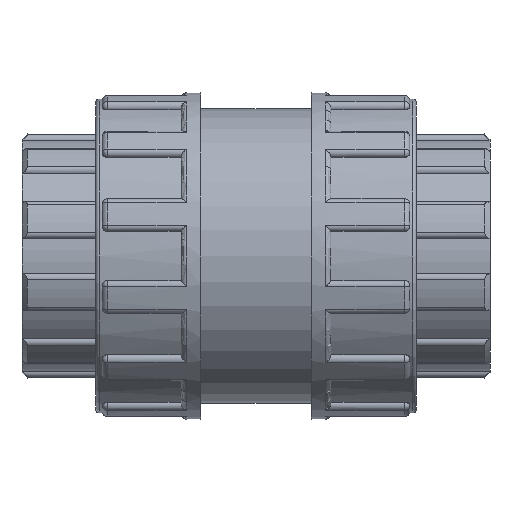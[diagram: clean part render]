
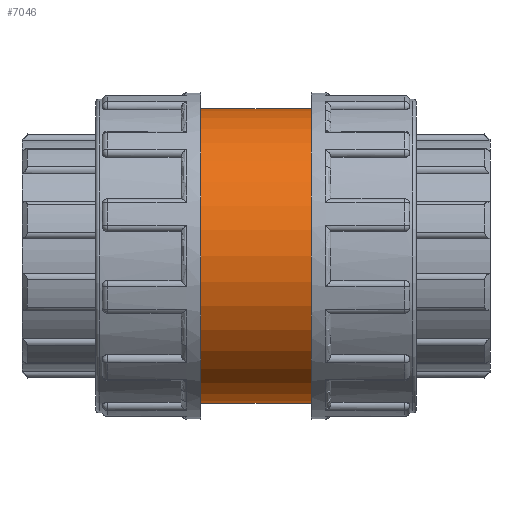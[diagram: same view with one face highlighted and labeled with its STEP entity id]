
A CAD part, front view. The second image highlights one B-rep face of the part: STEP entity #7046.
In plain terms, the highlighted cylindrical face has radius 53.1 mm (diameter 106.2 mm), a full revolution.
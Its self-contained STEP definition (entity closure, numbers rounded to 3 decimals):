
#103=B_SPLINE_CURVE_WITH_KNOTS('',3,(#11388,#11389,#11390,#11391,#11392,
#11393,#11394,#11395,#11396,#11397,#11398,#11399,#11400,#11401,#11402,#11403,
#11404,#11405,#11406,#11407,#11408,#11409,#11410,#11411,#11412,#11413,#11414,
#11415,#11416,#11417,#11418,#11419,#11420,#11421,#11422,#11423,#11424,#11425,
#11426,#11427,#11428,#11429,#11430,#11431,#11432,#11433,#11434,#11435,#11436,
#11437,#11438,#11439,#11440,#11441,#11442,#11443,#11444,#11445,#11446,#11447,
#11448,#11449,#11450,#11451,#11452,#11453),.UNSPECIFIED.,.T.,.F.,(4,2,2,
2,2,2,2,2,2,2,2,2,2,2,2,2,2,2,2,2,2,2,2,2,2,2,2,2,2,2,2,2,4),(0.,0.336,
0.672,1.009,1.345,1.681,2.017,
2.353,2.689,3.025,3.362,3.698,
4.034,4.37,4.706,5.042,5.379,
5.715,6.051,6.387,6.724,7.06,
7.396,7.732,8.068,8.404,8.74,
9.076,9.412,9.749,10.085,10.421,
10.757),.UNSPECIFIED.);
#220=FACE_BOUND('',#1304,.T.);
#221=FACE_BOUND('',#1305,.T.);
#849=FACE_OUTER_BOUND('',#1303,.T.);
#1303=EDGE_LOOP('',(#6414));
#1304=EDGE_LOOP('',(#6415));
#1305=EDGE_LOOP('',(#6416));
#2621=CIRCLE('',#7997,53.1);
#2622=CIRCLE('',#7999,53.1);
#2820=VERTEX_POINT('',#11387);
#3265=VERTEX_POINT('',#14037);
#3266=VERTEX_POINT('',#14040);
#3584=EDGE_CURVE('',#2820,#2820,#103,.T.);
#4317=EDGE_CURVE('',#3265,#3265,#2621,.T.);
#4318=EDGE_CURVE('',#3266,#3266,#2622,.T.);
#6414=ORIENTED_EDGE('',*,*,#4317,.T.);
#6415=ORIENTED_EDGE('',*,*,#3584,.T.);
#6416=ORIENTED_EDGE('',*,*,#4318,.F.);
#6615=CYLINDRICAL_SURFACE('',#7998,53.1);
#7046=ADVANCED_FACE('',(#849,#220,#221),#6615,.T.);
#7997=AXIS2_PLACEMENT_3D('',#14038,#10292,#10293);
#7998=AXIS2_PLACEMENT_3D('',#14039,#10294,#10295);
#7999=AXIS2_PLACEMENT_3D('',#14041,#10296,#10297);
#10292=DIRECTION('center_axis',(1.,0.,0.));
#10293=DIRECTION('ref_axis',(0.,0.,-1.));
#10294=DIRECTION('center_axis',(1.,0.,0.));
#10295=DIRECTION('ref_axis',(0.,1.,0.));
#10296=DIRECTION('center_axis',(1.,0.,0.));
#10297=DIRECTION('ref_axis',(0.,0.,-1.));
#11387=CARTESIAN_POINT('',(0.,50.063,-17.7));
#11388=CARTESIAN_POINT('Ctrl Pts',(0.,50.063,-17.7));
#11389=CARTESIAN_POINT('Ctrl Pts',(1.121,50.063,-17.7));
#11390=CARTESIAN_POINT('Ctrl Pts',(2.277,50.102,-17.592));
#11391=CARTESIAN_POINT('Ctrl Pts',(4.571,50.258,-17.14));
#11392=CARTESIAN_POINT('Ctrl Pts',(5.709,50.376,-16.796));
#11393=CARTESIAN_POINT('Ctrl Pts',(7.886,50.669,-15.89));
#11394=CARTESIAN_POINT('Ctrl Pts',(8.928,50.844,-15.327));
#11395=CARTESIAN_POINT('Ctrl Pts',(10.852,51.217,-14.031));
#11396=CARTESIAN_POINT('Ctrl Pts',(11.735,51.414,-13.297));
#11397=CARTESIAN_POINT('Ctrl Pts',(13.297,51.793,-11.735));
#11398=CARTESIAN_POINT('Ctrl Pts',(14.031,51.988,-10.853));
#11399=CARTESIAN_POINT('Ctrl Pts',(15.327,52.353,-8.928));
#11400=CARTESIAN_POINT('Ctrl Pts',(15.89,52.523,-7.886));
#11401=CARTESIAN_POINT('Ctrl Pts',(16.796,52.804,-5.708));
#11402=CARTESIAN_POINT('Ctrl Pts',(17.14,52.915,-4.57));
#11403=CARTESIAN_POINT('Ctrl Pts',(17.592,53.064,-2.276));
#11404=CARTESIAN_POINT('Ctrl Pts',(17.7,53.1,-1.12));
#11405=CARTESIAN_POINT('Ctrl Pts',(17.7,53.1,1.12));
#11406=CARTESIAN_POINT('Ctrl Pts',(17.592,53.064,2.276));
#11407=CARTESIAN_POINT('Ctrl Pts',(17.14,52.915,4.57));
#11408=CARTESIAN_POINT('Ctrl Pts',(16.796,52.804,5.708));
#11409=CARTESIAN_POINT('Ctrl Pts',(15.89,52.523,7.886));
#11410=CARTESIAN_POINT('Ctrl Pts',(15.327,52.353,8.928));
#11411=CARTESIAN_POINT('Ctrl Pts',(14.031,51.988,10.853));
#11412=CARTESIAN_POINT('Ctrl Pts',(13.297,51.793,11.735));
#11413=CARTESIAN_POINT('Ctrl Pts',(11.735,51.414,13.297));
#11414=CARTESIAN_POINT('Ctrl Pts',(10.852,51.217,14.031));
#11415=CARTESIAN_POINT('Ctrl Pts',(8.928,50.844,15.327));
#11416=CARTESIAN_POINT('Ctrl Pts',(7.886,50.669,15.89));
#11417=CARTESIAN_POINT('Ctrl Pts',(5.709,50.376,16.796));
#11418=CARTESIAN_POINT('Ctrl Pts',(4.571,50.258,17.14));
#11419=CARTESIAN_POINT('Ctrl Pts',(2.277,50.102,17.592));
#11420=CARTESIAN_POINT('Ctrl Pts',(1.121,50.063,17.7));
#11421=CARTESIAN_POINT('Ctrl Pts',(-1.121,50.063,17.7));
#11422=CARTESIAN_POINT('Ctrl Pts',(-2.277,50.102,17.592));
#11423=CARTESIAN_POINT('Ctrl Pts',(-4.571,50.258,17.14));
#11424=CARTESIAN_POINT('Ctrl Pts',(-5.709,50.376,16.796));
#11425=CARTESIAN_POINT('Ctrl Pts',(-7.886,50.669,15.89));
#11426=CARTESIAN_POINT('Ctrl Pts',(-8.928,50.844,15.327));
#11427=CARTESIAN_POINT('Ctrl Pts',(-10.852,51.217,14.031));
#11428=CARTESIAN_POINT('Ctrl Pts',(-11.735,51.414,13.297));
#11429=CARTESIAN_POINT('Ctrl Pts',(-13.297,51.793,11.735));
#11430=CARTESIAN_POINT('Ctrl Pts',(-14.031,51.988,10.853));
#11431=CARTESIAN_POINT('Ctrl Pts',(-15.327,52.353,8.928));
#11432=CARTESIAN_POINT('Ctrl Pts',(-15.89,52.523,7.886));
#11433=CARTESIAN_POINT('Ctrl Pts',(-16.796,52.804,5.708));
#11434=CARTESIAN_POINT('Ctrl Pts',(-17.14,52.915,4.57));
#11435=CARTESIAN_POINT('Ctrl Pts',(-17.592,53.064,2.276));
#11436=CARTESIAN_POINT('Ctrl Pts',(-17.7,53.1,1.12));
#11437=CARTESIAN_POINT('Ctrl Pts',(-17.7,53.1,-1.12));
#11438=CARTESIAN_POINT('Ctrl Pts',(-17.592,53.064,-2.276));
#11439=CARTESIAN_POINT('Ctrl Pts',(-17.14,52.915,-4.57));
#11440=CARTESIAN_POINT('Ctrl Pts',(-16.796,52.804,-5.708));
#11441=CARTESIAN_POINT('Ctrl Pts',(-15.89,52.523,-7.886));
#11442=CARTESIAN_POINT('Ctrl Pts',(-15.327,52.353,-8.928));
#11443=CARTESIAN_POINT('Ctrl Pts',(-14.031,51.988,-10.853));
#11444=CARTESIAN_POINT('Ctrl Pts',(-13.297,51.793,-11.735));
#11445=CARTESIAN_POINT('Ctrl Pts',(-11.735,51.414,-13.297));
#11446=CARTESIAN_POINT('Ctrl Pts',(-10.852,51.217,-14.031));
#11447=CARTESIAN_POINT('Ctrl Pts',(-8.928,50.844,-15.327));
#11448=CARTESIAN_POINT('Ctrl Pts',(-7.886,50.669,-15.89));
#11449=CARTESIAN_POINT('Ctrl Pts',(-5.709,50.376,-16.796));
#11450=CARTESIAN_POINT('Ctrl Pts',(-4.571,50.258,-17.14));
#11451=CARTESIAN_POINT('Ctrl Pts',(-2.277,50.102,-17.592));
#11452=CARTESIAN_POINT('Ctrl Pts',(-1.121,50.063,-17.7));
#11453=CARTESIAN_POINT('Ctrl Pts',(0.,50.063,
-17.7));
#14037=CARTESIAN_POINT('',(-19.9,53.1,0.));
#14038=CARTESIAN_POINT('Origin',(-19.9,0.,0.));
#14039=CARTESIAN_POINT('Origin',(0.,0.,0.));
#14040=CARTESIAN_POINT('',(19.9,53.1,0.));
#14041=CARTESIAN_POINT('Origin',(19.9,0.,0.));
